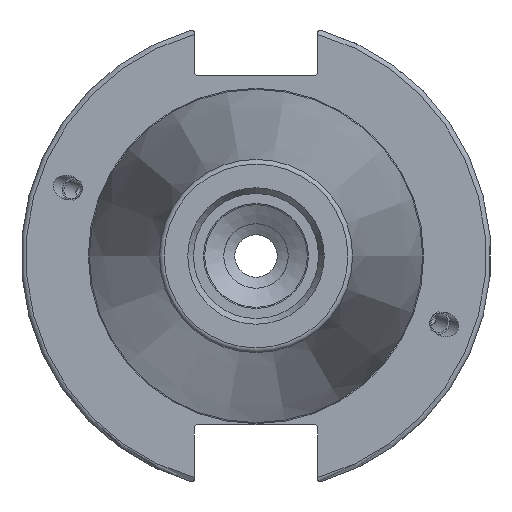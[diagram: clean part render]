
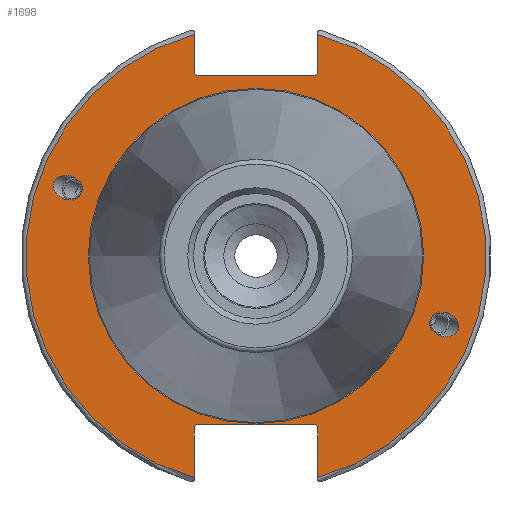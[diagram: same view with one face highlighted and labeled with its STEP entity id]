
A CAD part, left-side view. The second image highlights one B-rep face of the part: STEP entity #1698.
In plain terms, the highlighted planar face has unit normal (-1, 0, 0).
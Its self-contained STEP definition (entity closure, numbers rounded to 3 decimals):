
#50=FACE_BOUND('',#364,.T.);
#51=FACE_BOUND('',#365,.T.);
#52=FACE_BOUND('',#366,.T.);
#68=PLANE('',#1876);
#156=CIRCLE('',#1874,35.125);
#158=CIRCLE('',#1877,48.213);
#159=CIRCLE('',#1878,48.213);
#249=FACE_OUTER_BOUND('',#363,.T.);
#363=EDGE_LOOP('',(#1376,#1377,#1378,#1379,#1380,#1381,#1382,#1383,#1384,
#1385,#1386,#1387));
#364=EDGE_LOOP('',(#1388));
#365=EDGE_LOOP('',(#1389));
#366=EDGE_LOOP('',(#1390));
#522=LINE('',#3313,#624);
#523=LINE('',#3315,#625);
#524=LINE('',#3317,#626);
#525=LINE('',#3319,#627);
#526=LINE('',#3321,#628);
#527=LINE('',#3325,#629);
#528=LINE('',#3327,#630);
#529=LINE('',#3329,#631);
#530=LINE('',#3331,#632);
#531=LINE('',#3332,#633);
#624=VECTOR('',#2227,10.);
#625=VECTOR('',#2228,10.);
#626=VECTOR('',#2229,10.);
#627=VECTOR('',#2230,10.);
#628=VECTOR('',#2231,10.);
#629=VECTOR('',#2234,10.);
#630=VECTOR('',#2235,10.);
#631=VECTOR('',#2236,10.);
#632=VECTOR('',#2237,10.);
#633=VECTOR('',#2238,10.);
#673=ELLIPSE('',#1832,3.052,2.5);
#674=ELLIPSE('',#1866,3.052,2.5);
#750=VERTEX_POINT('',#3030);
#788=VERTEX_POINT('',#3289);
#793=VERTEX_POINT('',#3304);
#794=VERTEX_POINT('',#3309);
#795=VERTEX_POINT('',#3310);
#796=VERTEX_POINT('',#3312);
#797=VERTEX_POINT('',#3314);
#798=VERTEX_POINT('',#3316);
#799=VERTEX_POINT('',#3318);
#800=VERTEX_POINT('',#3320);
#801=VERTEX_POINT('',#3322);
#802=VERTEX_POINT('',#3324);
#803=VERTEX_POINT('',#3326);
#804=VERTEX_POINT('',#3328);
#805=VERTEX_POINT('',#3330);
#947=EDGE_CURVE('',#750,#750,#673,.T.);
#998=EDGE_CURVE('',#788,#788,#674,.T.);
#1005=EDGE_CURVE('',#793,#793,#156,.T.);
#1007=EDGE_CURVE('',#794,#795,#158,.T.);
#1008=EDGE_CURVE('',#794,#796,#522,.T.);
#1009=EDGE_CURVE('',#797,#796,#523,.T.);
#1010=EDGE_CURVE('',#797,#798,#524,.T.);
#1011=EDGE_CURVE('',#799,#798,#525,.T.);
#1012=EDGE_CURVE('',#799,#800,#526,.T.);
#1013=EDGE_CURVE('',#801,#800,#159,.T.);
#1014=EDGE_CURVE('',#801,#802,#527,.T.);
#1015=EDGE_CURVE('',#803,#802,#528,.T.);
#1016=EDGE_CURVE('',#803,#804,#529,.T.);
#1017=EDGE_CURVE('',#805,#804,#530,.T.);
#1018=EDGE_CURVE('',#805,#795,#531,.T.);
#1376=ORIENTED_EDGE('',*,*,#1007,.F.);
#1377=ORIENTED_EDGE('',*,*,#1008,.T.);
#1378=ORIENTED_EDGE('',*,*,#1009,.F.);
#1379=ORIENTED_EDGE('',*,*,#1010,.T.);
#1380=ORIENTED_EDGE('',*,*,#1011,.F.);
#1381=ORIENTED_EDGE('',*,*,#1012,.T.);
#1382=ORIENTED_EDGE('',*,*,#1013,.F.);
#1383=ORIENTED_EDGE('',*,*,#1014,.T.);
#1384=ORIENTED_EDGE('',*,*,#1015,.F.);
#1385=ORIENTED_EDGE('',*,*,#1016,.T.);
#1386=ORIENTED_EDGE('',*,*,#1017,.F.);
#1387=ORIENTED_EDGE('',*,*,#1018,.T.);
#1388=ORIENTED_EDGE('',*,*,#947,.T.);
#1389=ORIENTED_EDGE('',*,*,#998,.T.);
#1390=ORIENTED_EDGE('',*,*,#1005,.F.);
#1698=ADVANCED_FACE('',(#249,#50,#51,#52),#68,.T.);
#1832=AXIS2_PLACEMENT_3D('',#3032,#2117,#2118);
#1866=AXIS2_PLACEMENT_3D('',#3291,#2201,#2202);
#1874=AXIS2_PLACEMENT_3D('',#3306,#2219,#2220);
#1876=AXIS2_PLACEMENT_3D('',#3308,#2223,#2224);
#1877=AXIS2_PLACEMENT_3D('',#3311,#2225,#2226);
#1878=AXIS2_PLACEMENT_3D('',#3323,#2232,#2233);
#2117=DIRECTION('center_axis',(1.,0.,0.));
#2118=DIRECTION('ref_axis',(0.,-0.94,-0.342));
#2201=DIRECTION('center_axis',(1.,0.,0.));
#2202=DIRECTION('ref_axis',(0.,0.94,0.342));
#2219=DIRECTION('center_axis',(-1.,0.,0.));
#2220=DIRECTION('ref_axis',(0.,-1.,0.));
#2223=DIRECTION('center_axis',(-1.,0.,0.));
#2224=DIRECTION('ref_axis',(0.,0.,1.));
#2225=DIRECTION('center_axis',(1.,0.,0.));
#2226=DIRECTION('ref_axis',(0.,-1.,0.));
#2227=DIRECTION('',(0.,0.,-1.));
#2228=DIRECTION('',(0.,-0.707,0.707));
#2229=DIRECTION('',(0.,1.,0.));
#2230=DIRECTION('',(0.,-0.707,-0.707));
#2231=DIRECTION('',(0.,0.,1.));
#2232=DIRECTION('center_axis',(1.,0.,0.));
#2233=DIRECTION('ref_axis',(0.,1.,0.));
#2234=DIRECTION('',(0.,0.,1.));
#2235=DIRECTION('',(0.,0.707,-0.707));
#2236=DIRECTION('',(0.,-1.,0.));
#2237=DIRECTION('',(0.,0.707,0.707));
#2238=DIRECTION('',(0.,0.,-1.));
#3030=CARTESIAN_POINT('',(3.175,-36.599,-13.321));
#3032=CARTESIAN_POINT('Origin',(3.175,-39.467,-14.365));
#3289=CARTESIAN_POINT('',(3.175,36.599,13.321));
#3291=CARTESIAN_POINT('Origin',(3.175,39.467,14.365));
#3304=CARTESIAN_POINT('',(3.175,0.,35.125));
#3306=CARTESIAN_POINT('Origin',(3.175,0.,0.));
#3308=CARTESIAN_POINT('Origin',(3.175,49.213,0.));
#3309=CARTESIAN_POINT('',(3.175,-12.95,46.441));
#3310=CARTESIAN_POINT('',(3.175,-12.95,-46.441));
#3311=CARTESIAN_POINT('Origin',(3.175,0.,0.));
#3312=CARTESIAN_POINT('',(3.175,-12.95,38.219));
#3313=CARTESIAN_POINT('',(3.175,-12.95,18.86));
#3314=CARTESIAN_POINT('',(3.175,-12.45,37.719));
#3315=CARTESIAN_POINT('',(3.175,12.27,12.999));
#3316=CARTESIAN_POINT('',(3.175,12.45,37.719));
#3317=CARTESIAN_POINT('',(3.175,24.606,37.719));
#3318=CARTESIAN_POINT('',(3.175,12.95,38.219));
#3319=CARTESIAN_POINT('',(3.175,12.336,37.605));
#3320=CARTESIAN_POINT('',(3.175,12.95,46.441));
#3321=CARTESIAN_POINT('',(3.175,12.95,18.86));
#3322=CARTESIAN_POINT('',(3.175,12.95,-46.441));
#3323=CARTESIAN_POINT('Origin',(3.175,0.,0.));
#3324=CARTESIAN_POINT('',(3.175,12.95,-35.806));
#3325=CARTESIAN_POINT('',(3.175,12.95,-17.653));
#3326=CARTESIAN_POINT('',(3.175,12.45,-35.306));
#3327=CARTESIAN_POINT('',(3.175,12.939,-35.795));
#3328=CARTESIAN_POINT('',(3.175,-12.45,-35.306));
#3329=CARTESIAN_POINT('',(3.175,24.606,-35.306));
#3330=CARTESIAN_POINT('',(3.175,-12.95,-35.806));
#3331=CARTESIAN_POINT('',(3.175,11.667,-11.189));
#3332=CARTESIAN_POINT('',(3.175,-12.95,-17.653));
